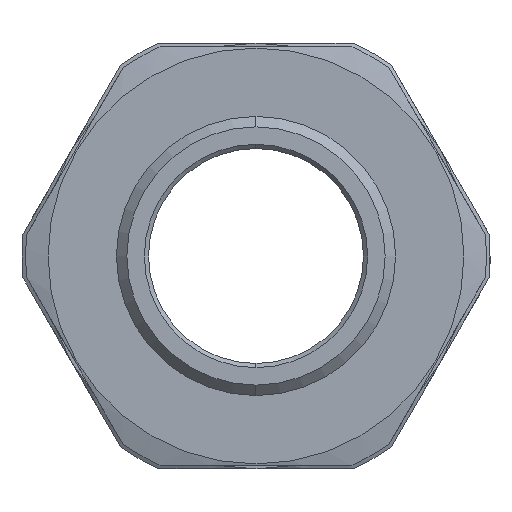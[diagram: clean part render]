
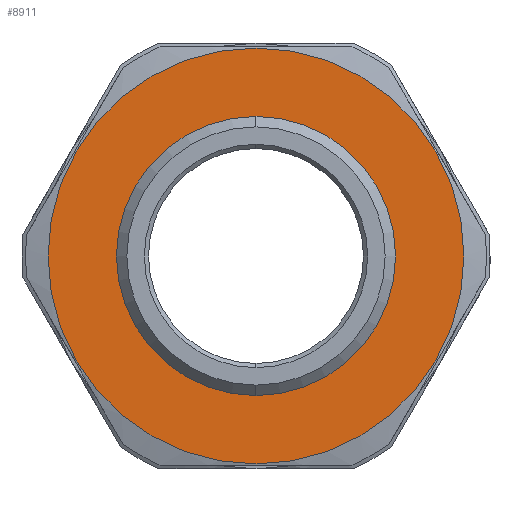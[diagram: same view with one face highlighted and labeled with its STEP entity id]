
A CAD part, left-side view. The second image highlights one B-rep face of the part: STEP entity #8911.
In plain terms, the highlighted planar face has unit normal (-1, 0, 0).
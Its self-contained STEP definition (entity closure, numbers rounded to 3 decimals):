
#19 = AXIS2_PLACEMENT_3D ( 'NONE', #4256, #1529, #1652 ) ;
#394 = ORIENTED_EDGE ( 'NONE', *, *, #1421, .F. ) ;
#601 = VERTEX_POINT ( 'NONE', #8590 ) ;
#878 = DIRECTION ( 'NONE',  ( 0., 0., -1. ) ) ;
#922 = VERTEX_POINT ( 'NONE', #2978 ) ;
#1356 = FACE_OUTER_BOUND ( 'NONE', #3518, .T. ) ;
#1421 = EDGE_CURVE ( 'NONE', #6797, #3384, #8390, .T. ) ;
#1529 = DIRECTION ( 'NONE',  ( 1., 0., 0. ) ) ;
#1652 = DIRECTION ( 'NONE',  ( 0., 0., -1. ) ) ;
#1791 = DIRECTION ( 'NONE',  ( 0., 0., 1. ) ) ;
#2405 = ORIENTED_EDGE ( 'NONE', *, *, #4399, .F. ) ;
#2895 = DIRECTION ( 'NONE',  ( 1., 0., 0. ) ) ;
#2978 = CARTESIAN_POINT ( 'NONE',  ( 15.3, 0., 14.9 ) ) ;
#3215 = DIRECTION ( 'NONE',  ( -1., 0., 0. ) ) ;
#3384 = VERTEX_POINT ( 'NONE', #6322 ) ;
#3406 = CIRCLE ( 'NONE', #6945, 14.9 ) ;
#3518 = EDGE_LOOP ( 'NONE', ( #7420, #6238 ) ) ;
#3736 = CIRCLE ( 'NONE', #6530, 10. ) ;
#4078 = CARTESIAN_POINT ( 'NONE',  ( 15.3, 0., 10. ) ) ;
#4256 = CARTESIAN_POINT ( 'NONE',  ( 15.3, 0., 0. ) ) ;
#4399 = EDGE_CURVE ( 'NONE', #3384, #6797, #3736, .T. ) ;
#4528 = CARTESIAN_POINT ( 'NONE',  ( 15.3, 0., 0. ) ) ;
#4826 = DIRECTION ( 'NONE',  ( 0., 0., -1. ) ) ;
#5076 = DIRECTION ( 'NONE',  ( 0., 0., 1. ) ) ;
#5090 = EDGE_CURVE ( 'NONE', #601, #922, #3406, .T. ) ;
#5140 = DIRECTION ( 'NONE',  ( -1., 0., 0. ) ) ;
#5230 = FACE_BOUND ( 'NONE', #8928, .T. ) ;
#5663 = CARTESIAN_POINT ( 'NONE',  ( 15.3, 0., 0. ) ) ;
#5947 = EDGE_CURVE ( 'NONE', #922, #601, #7553, .T. ) ;
#6217 = CARTESIAN_POINT ( 'NONE',  ( 15.3, 0., -17. ) ) ;
#6238 = ORIENTED_EDGE ( 'NONE', *, *, #5947, .F. ) ;
#6322 = CARTESIAN_POINT ( 'NONE',  ( 15.3, 0., -10. ) ) ;
#6530 = AXIS2_PLACEMENT_3D ( 'NONE', #4528, #3215, #1791 ) ;
#6630 = AXIS2_PLACEMENT_3D ( 'NONE', #8620, #5140, #5076 ) ;
#6797 = VERTEX_POINT ( 'NONE', #4078 ) ;
#6863 = DIRECTION ( 'NONE',  ( 1., 0., 0. ) ) ;
#6945 = AXIS2_PLACEMENT_3D ( 'NONE', #5663, #2895, #878 ) ;
#7420 = ORIENTED_EDGE ( 'NONE', *, *, #5090, .F. ) ;
#7553 = CIRCLE ( 'NONE', #19, 14.9 ) ;
#7638 = PLANE ( 'NONE',  #7754 ) ;
#7754 = AXIS2_PLACEMENT_3D ( 'NONE', #6217, #6863, #4826 ) ;
#8390 = CIRCLE ( 'NONE', #6630, 10. ) ;
#8590 = CARTESIAN_POINT ( 'NONE',  ( 15.3, 0., -14.9 ) ) ;
#8620 = CARTESIAN_POINT ( 'NONE',  ( 15.3, 0., 0. ) ) ;
#8911 = ADVANCED_FACE ( 'NONE', ( #1356, #5230 ), #7638, .F. ) ;
#8928 = EDGE_LOOP ( 'NONE', ( #2405, #394 ) ) ;
